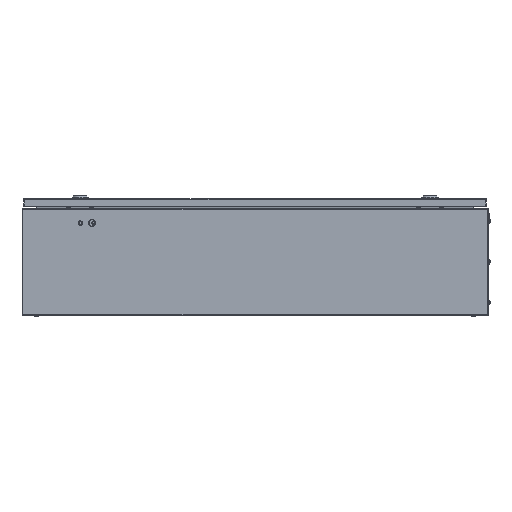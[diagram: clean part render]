
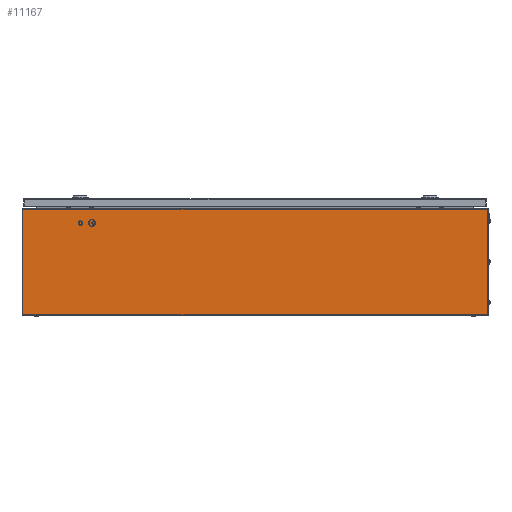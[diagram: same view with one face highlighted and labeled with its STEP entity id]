
A CAD part, left-side view. The second image highlights one B-rep face of the part: STEP entity #11167.
In plain terms, the highlighted planar face has unit normal (-1, 0, 0).
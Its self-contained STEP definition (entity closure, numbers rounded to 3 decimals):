
#641 = LINE ( 'NONE', #24868, #26091 ) ;
#2811 = LINE ( 'NONE', #51748, #10070 ) ;
#4008 = DIRECTION ( 'NONE',  ( 0., 0., -1. ) ) ;
#5405 = CARTESIAN_POINT ( 'NONE',  ( 0., 0., 0. ) ) ;
#6068 = CARTESIAN_POINT ( 'NONE',  ( 0., 800., 183. ) ) ;
#7367 = PLANE ( 'NONE',  #26129 ) ;
#10070 = VECTOR ( 'NONE', #4008, 1000. ) ;
#10700 = CARTESIAN_POINT ( 'NONE',  ( 0., 0., 183. ) ) ;
#11167 = ADVANCED_FACE ( 'NONE', ( #30397 ), #7367, .F. ) ;
#16006 = VERTEX_POINT ( 'NONE', #6068 ) ;
#16565 = ORIENTED_EDGE ( 'NONE', *, *, #32981, .T. ) ;
#20931 = CARTESIAN_POINT ( 'NONE',  ( 0., 800., 0. ) ) ;
#23984 = EDGE_LOOP ( 'NONE', ( #16565, #29102, #49432, #42222 ) ) ;
#24868 = CARTESIAN_POINT ( 'NONE',  ( 0., 0., 183. ) ) ;
#26091 = VECTOR ( 'NONE', #49172, 1000. ) ;
#26129 = AXIS2_PLACEMENT_3D ( 'NONE', #55486, #31179, #67733 ) ;
#29102 = ORIENTED_EDGE ( 'NONE', *, *, #37337, .F. ) ;
#30397 = FACE_OUTER_BOUND ( 'NONE', #23984, .T. ) ;
#31179 = DIRECTION ( 'NONE',  ( 1., 0., 0. ) ) ;
#32981 = EDGE_CURVE ( 'NONE', #71841, #43344, #36395, .T. ) ;
#35078 = CARTESIAN_POINT ( 'NONE',  ( 0., 0., 0. ) ) ;
#36395 = LINE ( 'NONE', #5405, #43374 ) ;
#37337 = EDGE_CURVE ( 'NONE', #64799, #43344, #641, .T. ) ;
#42222 = ORIENTED_EDGE ( 'NONE', *, *, #50108, .T. ) ;
#43344 = VERTEX_POINT ( 'NONE', #35078 ) ;
#43374 = VECTOR ( 'NONE', #54312, 1000. ) ;
#43557 = DIRECTION ( 'NONE',  ( 0., -1., 0. ) ) ;
#49172 = DIRECTION ( 'NONE',  ( 0., 0., -1. ) ) ;
#49432 = ORIENTED_EDGE ( 'NONE', *, *, #66600, .F. ) ;
#50108 = EDGE_CURVE ( 'NONE', #16006, #71841, #2811, .T. ) ;
#51748 = CARTESIAN_POINT ( 'NONE',  ( 0., 800., 183. ) ) ;
#54312 = DIRECTION ( 'NONE',  ( 0., -1., 0. ) ) ;
#55486 = CARTESIAN_POINT ( 'NONE',  ( 0., 0., 183. ) ) ;
#57387 = CARTESIAN_POINT ( 'NONE',  ( 0., 0., 183. ) ) ;
#64799 = VERTEX_POINT ( 'NONE', #57387 ) ;
#65093 = LINE ( 'NONE', #10700, #73226 ) ;
#66600 = EDGE_CURVE ( 'NONE', #16006, #64799, #65093, .T. ) ;
#67733 = DIRECTION ( 'NONE',  ( 0., 0., -1. ) ) ;
#71841 = VERTEX_POINT ( 'NONE', #20931 ) ;
#73226 = VECTOR ( 'NONE', #43557, 1000. ) ;
